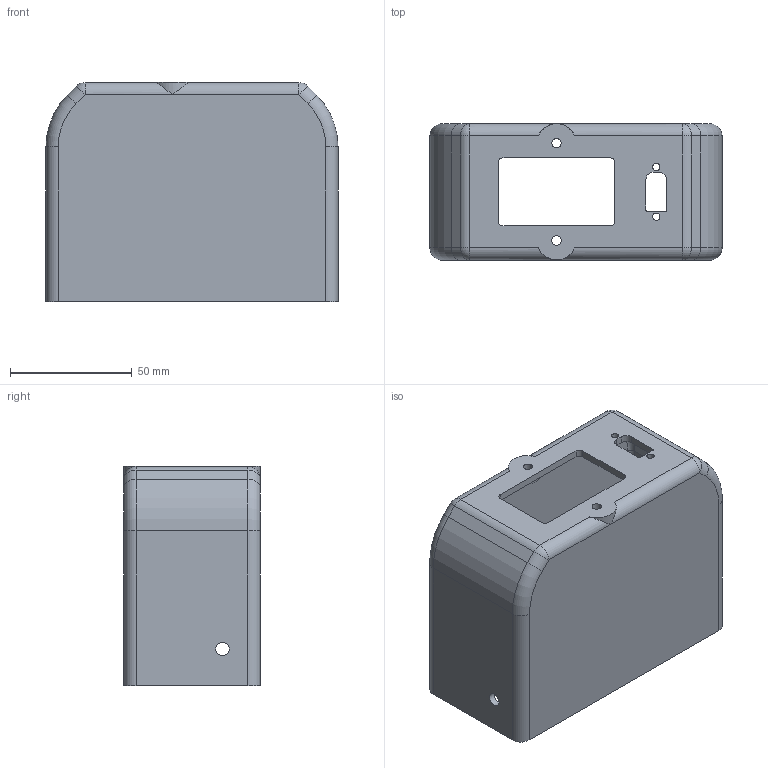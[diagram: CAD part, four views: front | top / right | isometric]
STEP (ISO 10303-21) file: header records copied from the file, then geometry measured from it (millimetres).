
FILE_DESCRIPTION(/* description */ (''),/* implementation_level */ '2;1');
FILE_NAME(/* name */ 'PSU_cover.stp',/* time_stamp */ '2025-06-25T20:26:33+07:00',/* author */ ('esmak'),/* organization */ (''),/* preprocessor_version */ 'ST-DEVELOPER v20',/* originating_system */ 'Autodesk Inventor 2025',/* authorisation */ '');
FILE_SCHEMA (('AUTOMOTIVE_DESIGN { 1 0 10303 214 3 1 1 }'));
Length unit declared in the file: millimetre
Products named in the file (1): PSU cover
Bounding box: 120 x 56 x 90 mm (x, y, z)
Volume: 90859.4 mm3; surface area: 67218.4 mm2
Topology: 1 solids, 1 shells, 96 faces, 233 edges, 140 vertices
Faces by surface type: cylinder 51, plane 29, torus 8, sphere 8
Full cylindrical faces by diameter (mm): 3 x2, 3.8 x2, 5.5 x3
Entity records: 2921 total; most frequent: DIRECTION 527, CARTESIAN_POINT 506, ORIENTED_EDGE 466, EDGE_CURVE 233, AXIS2_PLACEMENT_3D 201, VERTEX_POINT 140, LINE 125, VECTOR 125
